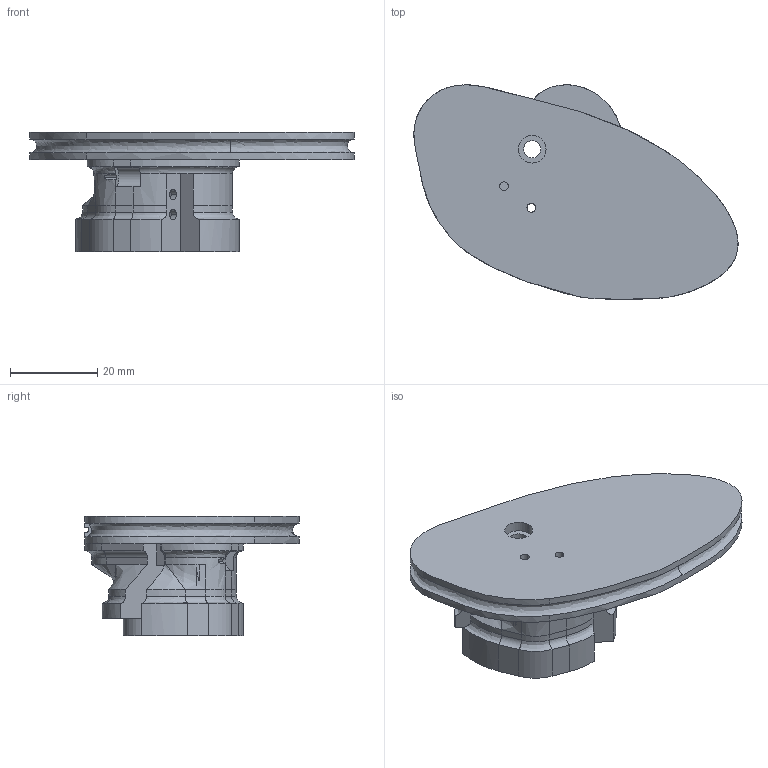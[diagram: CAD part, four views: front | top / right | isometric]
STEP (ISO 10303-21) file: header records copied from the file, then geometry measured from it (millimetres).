
FILE_DESCRIPTION (( 'STEP AP214' ), '1' );
FILE_NAME ('cams-joined^asm-cams.STEP', '2025-10-21T19:55:19', ( '' ), ( '' ), 'SwSTEP 2.0', 'SolidWorks 2025', '' );
FILE_SCHEMA (( 'AUTOMOTIVE_DESIGN' ));
Length unit declared in the file: millimetre
Products named in the file (1): cams-joined^asm-cams
Bounding box: 74.44 x 49.26 x 27.52 mm (x, y, z)
Volume: 27608.6 mm3; surface area: 11061.1 mm2
Topology: 2 solids, 2 shells, 130 faces, 358 edges, 233 vertices
Faces by surface type: plane 52, cylinder 43, bspline 34, torus 1
Entity records: 7334 total; most frequent: CARTESIAN_POINT 4248, ORIENTED_EDGE 712, DIRECTION 516, EDGE_CURVE 356, VERTEX_POINT 232, VECTOR 178, LINE 178, AXIS2_PLACEMENT_3D 169
